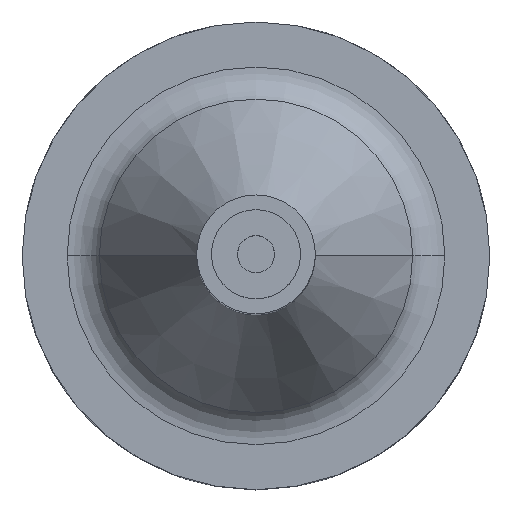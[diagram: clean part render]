
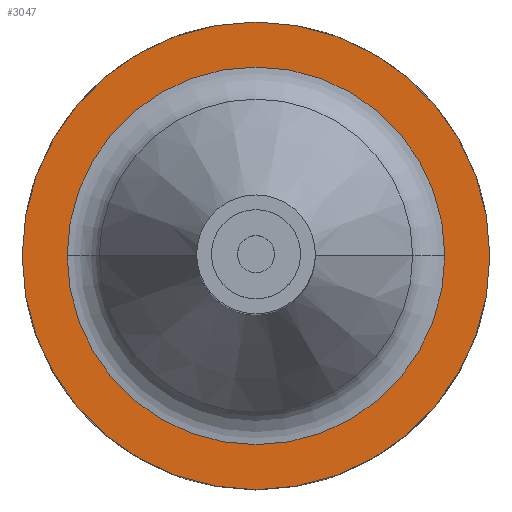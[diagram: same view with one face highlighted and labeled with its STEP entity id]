
A CAD part, top view. The second image highlights one B-rep face of the part: STEP entity #3047.
In plain terms, the highlighted planar face has unit normal (0, 0, 1).
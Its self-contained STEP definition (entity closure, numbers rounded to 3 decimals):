
#28 = DIRECTION ( 'NONE',  ( 1., 0., 0. ) ) ;
#77 = AXIS2_PLACEMENT_3D ( 'NONE', #2652, #2246, #28 ) ;
#160 = VERTEX_POINT ( 'NONE', #2327 ) ;
#276 = DIRECTION ( 'NONE',  ( -1., 0., 0. ) ) ;
#277 = CARTESIAN_POINT ( 'NONE',  ( 0., 0., 22. ) ) ;
#317 = CARTESIAN_POINT ( 'NONE',  ( 0., 0., 22. ) ) ;
#431 = EDGE_CURVE ( 'NONE', #3268, #160, #1962, .T. ) ;
#527 = CARTESIAN_POINT ( 'NONE',  ( 0., 0., 22. ) ) ;
#566 = PLANE ( 'NONE',  #4931 ) ;
#703 = DIRECTION ( 'NONE',  ( -1., 0., 0. ) ) ;
#704 = ORIENTED_EDGE ( 'NONE', *, *, #3107, .T. ) ;
#869 = AXIS2_PLACEMENT_3D ( 'NONE', #1886, #4575, #276 ) ;
#1135 = DIRECTION ( 'NONE',  ( 1., 0., 0. ) ) ;
#1324 = FACE_OUTER_BOUND ( 'NONE', #1727, .T. ) ;
#1554 = CARTESIAN_POINT ( 'NONE',  ( -25.436, 0., 22. ) ) ;
#1727 = EDGE_LOOP ( 'NONE', ( #704, #2595 ) ) ;
#1886 = CARTESIAN_POINT ( 'NONE',  ( 0., 0., 22. ) ) ;
#1962 = CIRCLE ( 'NONE', #3783, 31.5 ) ;
#2044 = EDGE_LOOP ( 'NONE', ( #2194, #2421 ) ) ;
#2194 = ORIENTED_EDGE ( 'NONE', *, *, #4642, .T. ) ;
#2246 = DIRECTION ( 'NONE',  ( 0., 0., 1. ) ) ;
#2327 = CARTESIAN_POINT ( 'NONE',  ( 31.5, 0., 22. ) ) ;
#2421 = ORIENTED_EDGE ( 'NONE', *, *, #3243, .T. ) ;
#2595 = ORIENTED_EDGE ( 'NONE', *, *, #431, .T. ) ;
#2610 = AXIS2_PLACEMENT_3D ( 'NONE', #317, #3079, #703 ) ;
#2652 = CARTESIAN_POINT ( 'NONE',  ( 0., 0., 22. ) ) ;
#2933 = DIRECTION ( 'NONE',  ( -1., 0., 0. ) ) ;
#3047 = ADVANCED_FACE ( 'NONE', ( #3460, #1324 ), #566, .F. ) ;
#3079 = DIRECTION ( 'NONE',  ( 0., 0., -1. ) ) ;
#3107 = EDGE_CURVE ( 'NONE', #160, #3268, #3360, .T. ) ;
#3215 = DIRECTION ( 'NONE',  ( 0., 0., 1. ) ) ;
#3243 = EDGE_CURVE ( 'NONE', #4728, #4820, #4617, .T. ) ;
#3268 = VERTEX_POINT ( 'NONE', #3573 ) ;
#3360 = CIRCLE ( 'NONE', #77, 31.5 ) ;
#3460 = FACE_BOUND ( 'NONE', #2044, .T. ) ;
#3573 = CARTESIAN_POINT ( 'NONE',  ( -31.5, 0., 22. ) ) ;
#3728 = DIRECTION ( 'NONE',  ( 0., 0., -1. ) ) ;
#3774 = CIRCLE ( 'NONE', #2610, 25.436 ) ;
#3783 = AXIS2_PLACEMENT_3D ( 'NONE', #527, #3215, #1135 ) ;
#3862 = CARTESIAN_POINT ( 'NONE',  ( 25.436, 0., 22. ) ) ;
#4575 = DIRECTION ( 'NONE',  ( 0., 0., -1. ) ) ;
#4617 = CIRCLE ( 'NONE', #869, 25.436 ) ;
#4642 = EDGE_CURVE ( 'NONE', #4820, #4728, #3774, .T. ) ;
#4728 = VERTEX_POINT ( 'NONE', #3862 ) ;
#4820 = VERTEX_POINT ( 'NONE', #1554 ) ;
#4931 = AXIS2_PLACEMENT_3D ( 'NONE', #277, #3728, #2933 ) ;
